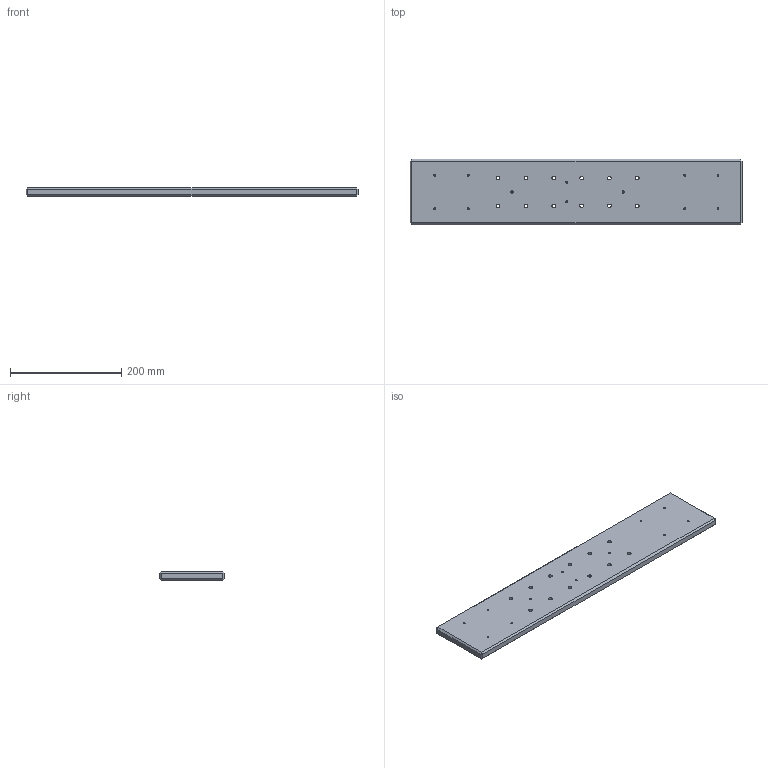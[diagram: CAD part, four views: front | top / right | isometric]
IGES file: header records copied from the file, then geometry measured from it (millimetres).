
Start section: SolidWorks IGES file using analytic representation for surfaces
Global section: file name: DP18931-C_CMPT048.IGS; native system: SolidWorks 2021; preprocessor: SolidWorks 2021; author: lrizzotto; date: 211116.105633; units: millimetre
Bounding box: 596 x 117 x 15 mm (x, y, z)
Surface area: 160959.6 mm2 (no closed solid volume)
Topology: 0 solids, 0 shells, 92 faces, 2256 edges, 2256 vertices
Faces by surface type: revolution 60, bspline 32
